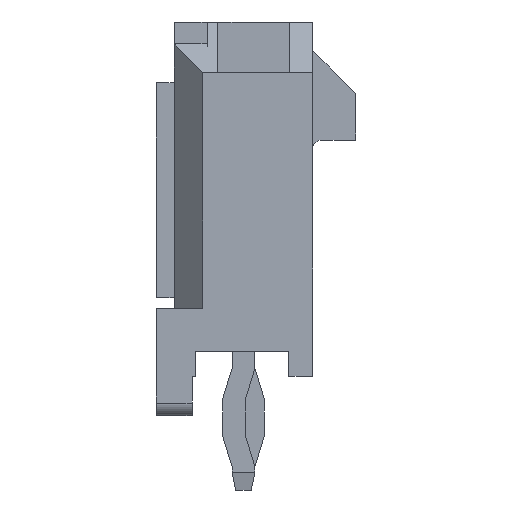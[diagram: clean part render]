
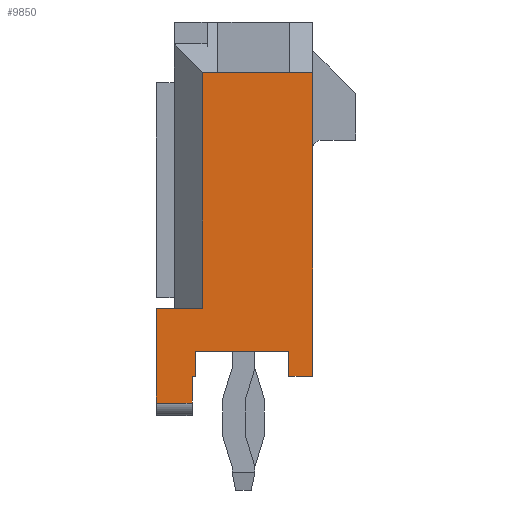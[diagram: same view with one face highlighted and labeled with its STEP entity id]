
A CAD part, left-side view. The second image highlights one B-rep face of the part: STEP entity #9850.
In plain terms, the highlighted face is planar.
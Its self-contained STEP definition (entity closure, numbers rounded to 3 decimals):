
#887=ORIENTED_EDGE('',*,*,#2245,.F.);
#888=ORIENTED_EDGE('',*,*,#2628,.T.);
#889=ORIENTED_EDGE('',*,*,#2231,.T.);
#890=ORIENTED_EDGE('',*,*,#2340,.F.);
#891=ORIENTED_EDGE('',*,*,#2350,.F.);
#892=ORIENTED_EDGE('',*,*,#2354,.F.);
#893=ORIENTED_EDGE('',*,*,#2629,.F.);
#894=ORIENTED_EDGE('',*,*,#2630,.T.);
#895=ORIENTED_EDGE('',*,*,#2631,.T.);
#896=ORIENTED_EDGE('',*,*,#2632,.T.);
#897=ORIENTED_EDGE('',*,*,#2625,.F.);
#898=ORIENTED_EDGE('',*,*,#2633,.F.);
#899=ORIENTED_EDGE('',*,*,#2254,.F.);
#900=ORIENTED_EDGE('',*,*,#2242,.T.);
#2231=EDGE_CURVE('',#3248,#3247,#3904,.T.);
#2242=EDGE_CURVE('',#3256,#3255,#3915,.T.);
#2245=EDGE_CURVE('',#3257,#3255,#3918,.T.);
#2254=EDGE_CURVE('',#3256,#3265,#3927,.T.);
#2340=EDGE_CURVE('',#3314,#3247,#4011,.T.);
#2350=EDGE_CURVE('',#3322,#3314,#4017,.T.);
#2354=EDGE_CURVE('',#3324,#3322,#4021,.T.);
#2625=EDGE_CURVE('',#3488,#3489,#4292,.T.);
#2628=EDGE_CURVE('',#3257,#3248,#4295,.T.);
#2629=EDGE_CURVE('',#3490,#3324,#4296,.T.);
#2630=EDGE_CURVE('',#3490,#3491,#4297,.T.);
#2631=EDGE_CURVE('',#3491,#3492,#4298,.T.);
#2632=EDGE_CURVE('',#3492,#3489,#4299,.T.);
#2633=EDGE_CURVE('',#3265,#3488,#4300,.T.);
#3247=VERTEX_POINT('',#12593);
#3248=VERTEX_POINT('',#12595);
#3255=VERTEX_POINT('',#12614);
#3256=VERTEX_POINT('',#12616);
#3257=VERTEX_POINT('',#12620);
#3265=VERTEX_POINT('',#12640);
#3314=VERTEX_POINT('',#12804);
#3322=VERTEX_POINT('',#12824);
#3324=VERTEX_POINT('',#12832);
#3488=VERTEX_POINT('',#13367);
#3489=VERTEX_POINT('',#13368);
#3490=VERTEX_POINT('',#13374);
#3491=VERTEX_POINT('',#13376);
#3492=VERTEX_POINT('',#13378);
#3904=LINE('',#12594,#4923);
#3915=LINE('',#12615,#4934);
#3918=LINE('',#12621,#4937);
#3927=LINE('',#12639,#4946);
#4011=LINE('',#12803,#5030);
#4017=LINE('',#12825,#5036);
#4021=LINE('',#12833,#5040);
#4292=LINE('',#13366,#5311);
#4295=LINE('',#13372,#5314);
#4296=LINE('',#13373,#5315);
#4297=LINE('',#13375,#5316);
#4298=LINE('',#13377,#5317);
#4299=LINE('',#13379,#5318);
#4300=LINE('',#13380,#5319);
#4923=VECTOR('',#10677,1000.);
#4934=VECTOR('',#10692,1000.);
#4937=VECTOR('',#10697,1000.);
#4946=VECTOR('',#10710,1000.);
#5030=VECTOR('',#10856,1000.);
#5036=VECTOR('',#10876,1000.);
#5040=VECTOR('',#10884,1000.);
#5311=VECTOR('',#11353,1000.);
#5314=VECTOR('',#11358,1000.);
#5315=VECTOR('',#11359,1000.);
#5316=VECTOR('',#11360,1000.);
#5317=VECTOR('',#11361,1000.);
#5318=VECTOR('',#11362,1000.);
#5319=VECTOR('',#11363,1000.);
#5970=EDGE_LOOP('',(#887,#888,#889,#890,#891,#892,#893,#894,#895,#896,#897,
#898,#899,#900));
#6371=FACE_BOUND('',#5970,.T.);
#6760=PLANE('',#10249);
#9850=ADVANCED_FACE('',(#6371),#6760,.F.);
#10249=AXIS2_PLACEMENT_3D('',#13371,#11356,#11357);
#10677=DIRECTION('',(0.,0.,-1.));
#10692=DIRECTION('',(0.,0.,-1.));
#10697=DIRECTION('',(0.,0.,1.));
#10710=DIRECTION('',(0.,0.,1.));
#10856=DIRECTION('',(0.,-1.,0.));
#10876=DIRECTION('',(0.,0.,-1.));
#10884=DIRECTION('',(0.,1.,0.));
#11353=DIRECTION('',(0.,0.,-1.));
#11356=DIRECTION('',(-1.,0.,0.));
#11357=DIRECTION('',(0.,0.,1.));
#11358=DIRECTION('',(0.,1.,0.));
#11359=DIRECTION('',(0.,0.,-1.));
#11360=DIRECTION('',(0.,-1.,0.));
#11361=DIRECTION('',(0.,0.,1.));
#11362=DIRECTION('',(0.,1.,0.));
#11363=DIRECTION('',(0.,1.,0.));
#12593=CARTESIAN_POINT('',(10.825,3.05,-2.185));
#12594=CARTESIAN_POINT('',(10.825,3.05,-1.685));
#12595=CARTESIAN_POINT('',(10.825,3.05,-0.885));
#12614=CARTESIAN_POINT('',(10.825,-3.536,-0.465));
#12615=CARTESIAN_POINT('',(10.825,-3.536,1.535));
#12616=CARTESIAN_POINT('',(10.825,-3.536,1.535));
#12620=CARTESIAN_POINT('',(10.825,-3.536,-0.885));
#12621=CARTESIAN_POINT('',(10.825,-3.536,0.));
#12639=CARTESIAN_POINT('',(10.825,-3.536,0.));
#12640=CARTESIAN_POINT('',(10.825,-3.536,2.185));
#12803=CARTESIAN_POINT('',(10.825,4.95,-2.185));
#12804=CARTESIAN_POINT('',(10.825,5.7,-2.185));
#12824=CARTESIAN_POINT('',(10.825,5.7,-1.185));
#12825=CARTESIAN_POINT('',(10.825,5.7,-1.185));
#12832=CARTESIAN_POINT('',(10.825,4.95,-1.185));
#12833=CARTESIAN_POINT('',(10.825,4.95,-1.185));
#13366=CARTESIAN_POINT('',(10.825,4.95,2.185));
#13367=CARTESIAN_POINT('',(10.825,4.95,2.185));
#13368=CARTESIAN_POINT('',(10.825,4.95,1.515));
#13371=CARTESIAN_POINT('',(10.825,0.,0.));
#13372=CARTESIAN_POINT('',(10.825,3.05,-0.885));
#13373=CARTESIAN_POINT('',(10.825,4.95,2.185));
#13374=CARTESIAN_POINT('',(10.825,4.95,-1.085));
#13375=CARTESIAN_POINT('',(10.825,4.95,-1.085));
#13376=CARTESIAN_POINT('',(10.825,4.25,-1.085));
#13377=CARTESIAN_POINT('',(10.825,4.25,-1.085));
#13378=CARTESIAN_POINT('',(10.825,4.25,1.515));
#13379=CARTESIAN_POINT('',(10.825,4.25,1.515));
#13380=CARTESIAN_POINT('',(10.825,-4.95,2.185));
